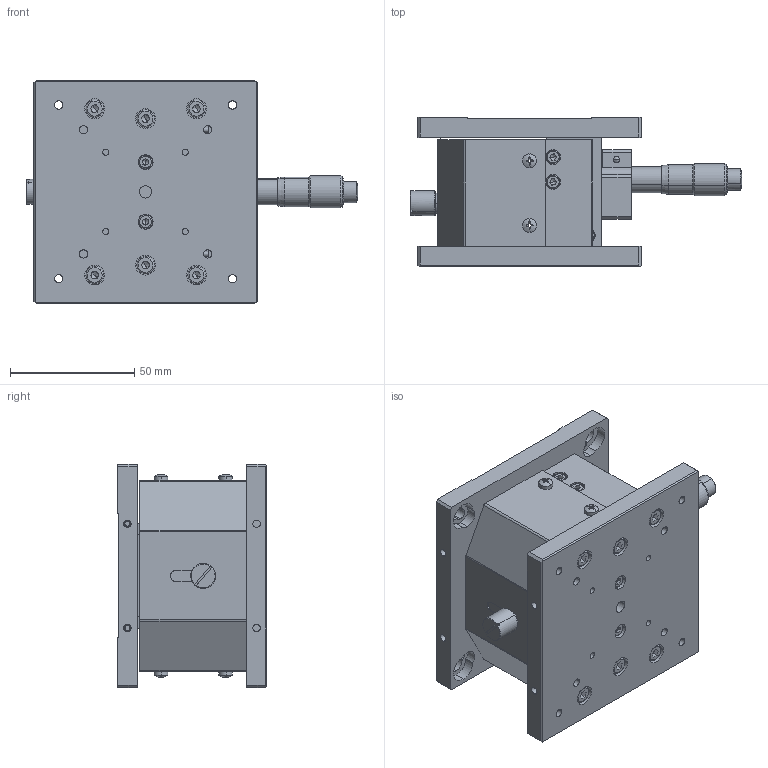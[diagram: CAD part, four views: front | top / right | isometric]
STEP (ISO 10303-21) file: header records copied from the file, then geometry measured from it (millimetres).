
FILE_DESCRIPTION (( 'STEP AP203' ), '1' );
FILE_NAME ('AKV10A-90C£¨AP203).STEP', '2019-11-21T06:50:23', ( '' ), ( '' ), 'SwSTEP 2.0', 'SolidWorks 2017', '' );
FILE_SCHEMA (( 'CONFIG_CONTROL_DESIGN' ));
Length unit declared in the file: millimetre
Products named in the file (1): AKV10A-90C（AP203)
Bounding box: 133.4 x 60 x 90.1 mm (x, y, z)
Surface area: 63428.6 mm2 (no closed solid volume)
Topology: 0 solids, 60 shells, 655 faces, 2138 edges, 1460 vertices
Faces by surface type: plane 370, cylinder 179, cone 54, torus 42, sphere 8, bspline 2
Entity records: 23574 total; most frequent: CARTESIAN_POINT 4704, DIRECTION 4117, ORIENTED_EDGE 3399, EDGE_CURVE 2100, VERTEX_POINT 1460, AXIS2_PLACEMENT_3D 1429, LINE 1259, VECTOR 1259
